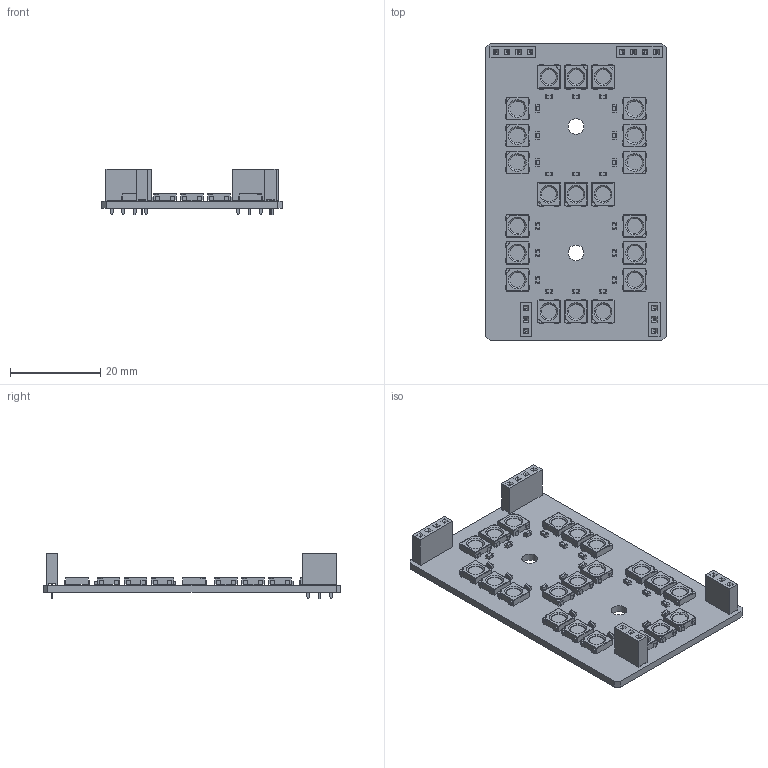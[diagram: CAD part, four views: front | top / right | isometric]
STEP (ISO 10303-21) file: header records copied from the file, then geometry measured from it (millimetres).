
FILE_DESCRIPTION(('KiCad electronic assembly'),'2;1');
FILE_NAME('7-Segment Display(Rotated).step','2020-04-30T12:59:02',( 'An Author'),('A Company'),'Open CASCADE STEP processor 6.9', 'KiCad to STEP converter','Unknown');
FILE_SCHEMA(('AUTOMOTIVE_DESIGN { 1 0 10303 214 1 1 1 1 }'));
Length unit declared in the file: millimetre
Products named in the file (10): Open CASCADE STEP translator 6.9 1; LED_WS2812B_PLCC4_5.0x5.0mm_P3.2mm; SOLID; PinSocket_1x03_P2.54mm_Vertical; PinSocket_1x04_P2.54mm_Vertical; C_0603_1608Metric; COMPOUND
Assembly tree (51 placements, depth 3):
  Open CASCADE STEP translator 6.9 1
    LED_WS2812B_PLCC4_5.0x5.0mm_P3.2mm  x21
      SOLID
    PinSocket_1x03_P2.54mm_Vertical  x2
      SOLID
    PinSocket_1x04_P2.54mm_Vertical  x2
      SOLID
    C_0603_1608Metric  x21
      SOLID
    COMPOUND
Bounding box: 40 x 66 x 10.1 mm (x, y, z)
Volume: 5505.4 mm3; surface area: 8825 mm2
Topology: 47 solids, 47 shells, 2516 faces, 7021 edges, 4620 vertices
Faces by surface type: plane 1765, cylinder 730, cone 21
Full cylindrical faces by diameter (mm): 1 x14, 3.333 x21, 3.5 x2
Entity records: 26683 total; most frequent: CARTESIAN_POINT 4500, DIRECTION 3706, LINE 2663, VECTOR 2663, ORIENTED_EDGE 1906, PCURVE 1906, DEFINITIONAL_REPRESENTATION 1906, EDGE_CURVE 953
